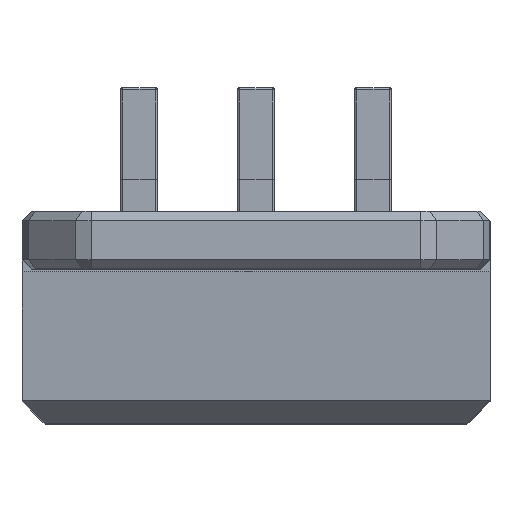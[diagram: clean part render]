
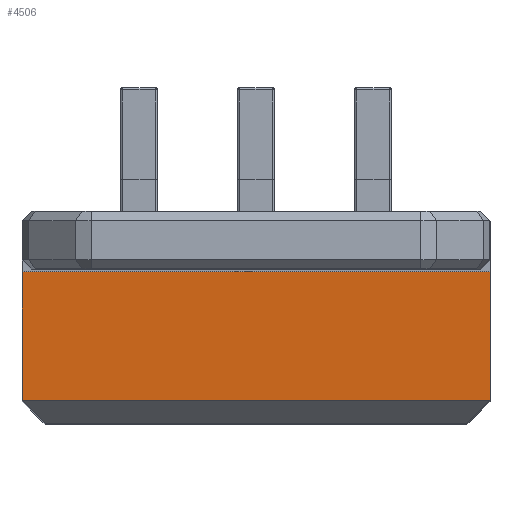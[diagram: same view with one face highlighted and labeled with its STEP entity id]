
A CAD part, top view. The second image highlights one B-rep face of the part: STEP entity #4506.
In plain terms, the highlighted planar face has unit normal (0, -0.075, 0.997).
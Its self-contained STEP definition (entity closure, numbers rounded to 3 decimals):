
#150 = DIRECTION ( 'NONE',  ( 0., -0.997, -0.076 ) ) ;
#403 = EDGE_CURVE ( 'NONE', #2267, #1124, #1146, .T. ) ;
#409 = DIRECTION ( 'NONE',  ( 0., -0.076, 0.997 ) ) ;
#470 = CARTESIAN_POINT ( 'NONE',  ( 5.08, 1.45, 22.4 ) ) ;
#494 = DIRECTION ( 'NONE',  ( -1., 0., 0. ) ) ;
#508 = EDGE_CURVE ( 'NONE', #2267, #2028, #5297, .T. ) ;
#541 = DIRECTION ( 'NONE',  ( 0., -0.997, -0.076 ) ) ;
#706 = ORIENTED_EDGE ( 'NONE', *, *, #2594, .T. ) ;
#714 = CARTESIAN_POINT ( 'NONE',  ( -5.08, -0.537, 22.249 ) ) ;
#758 = DIRECTION ( 'NONE',  ( -1., 0., 0. ) ) ;
#826 = LINE ( 'NONE', #714, #1079 ) ;
#1079 = VECTOR ( 'NONE', #150, 1000. ) ;
#1124 = VERTEX_POINT ( 'NONE', #3406 ) ;
#1126 = DIRECTION ( 'NONE',  ( 0.706, 0.706, 0.053 ) ) ;
#1146 = LINE ( 'NONE', #470, #6493 ) ;
#1182 = VECTOR ( 'NONE', #1126, 1000. ) ;
#1215 = VERTEX_POINT ( 'NONE', #6563 ) ;
#1645 = FACE_OUTER_BOUND ( 'NONE', #2741, .T. ) ;
#1882 = CARTESIAN_POINT ( 'NONE',  ( 5.08, -1.35, 22.188 ) ) ;
#1945 = DIRECTION ( 'NONE',  ( -1., 0., 0. ) ) ;
#2028 = VERTEX_POINT ( 'NONE', #1882 ) ;
#2126 = ORIENTED_EDGE ( 'NONE', *, *, #403, .T. ) ;
#2258 = CARTESIAN_POINT ( 'NONE',  ( 5.08, -1.351, 22.188 ) ) ;
#2267 = VERTEX_POINT ( 'NONE', #6080 ) ;
#2332 = VECTOR ( 'NONE', #6081, 1000. ) ;
#2594 = EDGE_CURVE ( 'NONE', #1215, #2028, #5175, .T. ) ;
#2625 = EDGE_CURVE ( 'NONE', #1215, #3173, #5816, .T. ) ;
#2741 = EDGE_LOOP ( 'NONE', ( #4202, #2126, #3720, #5833, #5065, #706 ) ) ;
#2886 = LINE ( 'NONE', #5060, #2332 ) ;
#3118 = CARTESIAN_POINT ( 'NONE',  ( 5.08, 1.45, 22.4 ) ) ;
#3168 = EDGE_CURVE ( 'NONE', #3173, #5936, #2886, .T. ) ;
#3173 = VERTEX_POINT ( 'NONE', #5036 ) ;
#3406 = CARTESIAN_POINT ( 'NONE',  ( -5.08, 1.45, 22.4 ) ) ;
#3720 = ORIENTED_EDGE ( 'NONE', *, *, #5917, .T. ) ;
#4202 = ORIENTED_EDGE ( 'NONE', *, *, #508, .F. ) ;
#4221 = CARTESIAN_POINT ( 'NONE',  ( 5.492, -0.938, 22.219 ) ) ;
#4506 = ADVANCED_FACE ( 'NONE', ( #1645 ), #6594, .T. ) ;
#4734 = AXIS2_PLACEMENT_3D ( 'NONE', #5560, #409, #1945 ) ;
#5036 = CARTESIAN_POINT ( 'NONE',  ( -5.079, -1.351, 22.188 ) ) ;
#5060 = CARTESIAN_POINT ( 'NONE',  ( -2.96, -3.47, 22.027 ) ) ;
#5065 = ORIENTED_EDGE ( 'NONE', *, *, #2625, .F. ) ;
#5175 = LINE ( 'NONE', #4221, #1182 ) ;
#5297 = LINE ( 'NONE', #3118, #5441 ) ;
#5441 = VECTOR ( 'NONE', #541, 1000. ) ;
#5560 = CARTESIAN_POINT ( 'NONE',  ( 5.08, 1.45, 22.4 ) ) ;
#5743 = VECTOR ( 'NONE', #758, 1000. ) ;
#5816 = LINE ( 'NONE', #2258, #5743 ) ;
#5833 = ORIENTED_EDGE ( 'NONE', *, *, #3168, .F. ) ;
#5864 = CARTESIAN_POINT ( 'NONE',  ( -5.08, -1.35, 22.188 ) ) ;
#5917 = EDGE_CURVE ( 'NONE', #1124, #5936, #826, .T. ) ;
#5936 = VERTEX_POINT ( 'NONE', #5864 ) ;
#6080 = CARTESIAN_POINT ( 'NONE',  ( 5.08, 1.45, 22.4 ) ) ;
#6081 = DIRECTION ( 'NONE',  ( -0.706, 0.706, 0.053 ) ) ;
#6493 = VECTOR ( 'NONE', #494, 1000. ) ;
#6563 = CARTESIAN_POINT ( 'NONE',  ( 5.079, -1.351, 22.188 ) ) ;
#6594 = PLANE ( 'NONE',  #4734 ) ;
